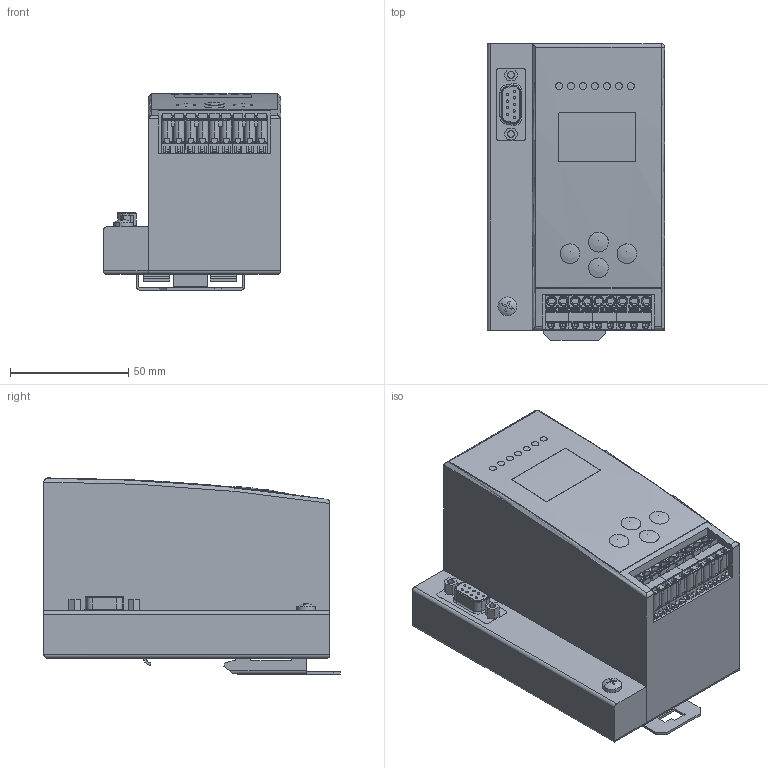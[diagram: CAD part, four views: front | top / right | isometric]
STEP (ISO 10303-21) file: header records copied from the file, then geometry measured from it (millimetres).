
FILE_DESCRIPTION(/* description */ ('Alibre Inc.'),/* implementation_level */ '2;1');
FILE_NAME(/* name */ 'export0',/* time_stamp */ '2014-03-13T09:49:05+01:00',/* author */ (''),/* organization */ (''),/* preprocessor_version */ 'ST-DEVELOPER v14',/* originating_system */ 'Alibre',/* authorisation */ '');
FILE_SCHEMA (('AUTOMOTIVE_DESIGN'));
Length unit declared in the file: centimetre
Products named in the file (18): Shell-D-SUB-LB-Female_Shell-D-Sub-9-15-Female; Insert-D-SUB-Female-A-Snap-EU-09_Insert-D-Sub-9-STD-Female; D-Sub-L120584-Stig-Wahlstrom; ID_1
Bounding box: 75 x 125.29 x 82.95 mm (x, y, z)
Volume: 544440.8 mm3; surface area: 76717.5 mm2
Topology: 21 solids, 21 shells, 1727 faces, 4576 edges, 2969 vertices
Faces by surface type: plane 1037, cylinder 607, cone 38, torus 35, sphere 8, bspline 2
Full cylindrical faces by diameter (mm): 3 x7, 3.242 x1
Entity records: 32700 total; most frequent: CARTESIAN_POINT 6262, ORIENTED_EDGE 5690, DIRECTION 4801, EDGE_CURVE 2845, VECTOR 1929, LINE 1929, VERTEX_POINT 1848, AXIS2_PLACEMENT_3D 1761
